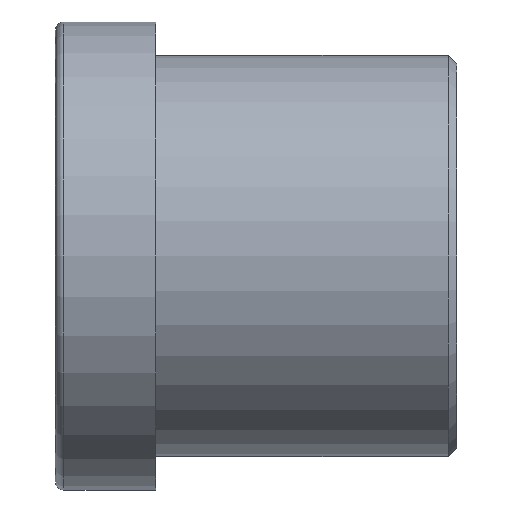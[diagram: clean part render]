
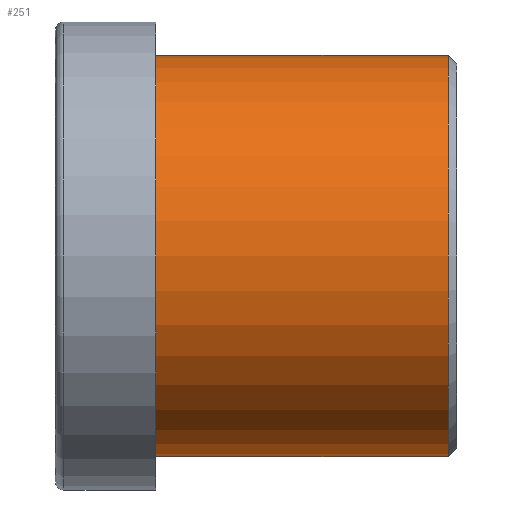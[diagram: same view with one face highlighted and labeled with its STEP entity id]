
A CAD part, front view. The second image highlights one B-rep face of the part: STEP entity #251.
In plain terms, the highlighted cylindrical face has radius 6 mm (diameter 12 mm), a full revolution.
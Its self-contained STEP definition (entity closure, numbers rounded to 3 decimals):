
#21=LINE('',#467,#27);
#27=VECTOR('',#354,6.);
#33=CYLINDRICAL_SURFACE('',#295,6.);
#47=FACE_OUTER_BOUND('',#62,.T.);
#62=EDGE_LOOP('',(#181,#182,#183,#184,#185,#186));
#82=CIRCLE('',#293,6.);
#83=CIRCLE('',#294,6.);
#84=CIRCLE('',#296,6.);
#85=CIRCLE('',#297,6.);
#110=VERTEX_POINT('',#461);
#111=VERTEX_POINT('',#462);
#112=VERTEX_POINT('',#466);
#113=VERTEX_POINT('',#468);
#138=EDGE_CURVE('',#110,#111,#82,.T.);
#139=EDGE_CURVE('',#111,#110,#83,.T.);
#140=EDGE_CURVE('',#111,#112,#21,.T.);
#141=EDGE_CURVE('',#112,#113,#84,.T.);
#142=EDGE_CURVE('',#113,#112,#85,.T.);
#181=ORIENTED_EDGE('',*,*,#138,.F.);
#182=ORIENTED_EDGE('',*,*,#139,.F.);
#183=ORIENTED_EDGE('',*,*,#140,.T.);
#184=ORIENTED_EDGE('',*,*,#141,.T.);
#185=ORIENTED_EDGE('',*,*,#142,.T.);
#186=ORIENTED_EDGE('',*,*,#140,.F.);
#251=ADVANCED_FACE('',(#47),#33,.T.);
#293=AXIS2_PLACEMENT_3D('',#463,#348,#349);
#294=AXIS2_PLACEMENT_3D('',#464,#350,#351);
#295=AXIS2_PLACEMENT_3D('',#465,#352,#353);
#296=AXIS2_PLACEMENT_3D('',#469,#355,#356);
#297=AXIS2_PLACEMENT_3D('',#470,#357,#358);
#348=DIRECTION('center_axis',(-1.,0.,0.));
#349=DIRECTION('ref_axis',(0.,0.,1.));
#350=DIRECTION('center_axis',(-1.,0.,0.));
#351=DIRECTION('ref_axis',(0.,0.,1.));
#352=DIRECTION('center_axis',(-1.,0.,0.));
#353=DIRECTION('ref_axis',(0.,0.,1.));
#354=DIRECTION('',(1.,0.,0.));
#355=DIRECTION('center_axis',(-1.,0.,0.));
#356=DIRECTION('ref_axis',(0.,0.,1.));
#357=DIRECTION('center_axis',(-1.,0.,0.));
#358=DIRECTION('ref_axis',(0.,0.,1.));
#461=CARTESIAN_POINT('',(-9.,0.,6.));
#462=CARTESIAN_POINT('',(-9.,0.,-6.));
#463=CARTESIAN_POINT('Origin',(-9.,0.,0.));
#464=CARTESIAN_POINT('Origin',(-9.,0.,0.));
#465=CARTESIAN_POINT('Origin',(-4.625,0.,0.));
#466=CARTESIAN_POINT('',(-0.25,0.,-6.));
#467=CARTESIAN_POINT('',(-4.625,0.,-6.));
#468=CARTESIAN_POINT('',(-0.25,0.,6.));
#469=CARTESIAN_POINT('Origin',(-0.25,0.,0.));
#470=CARTESIAN_POINT('Origin',(-0.25,0.,0.));
